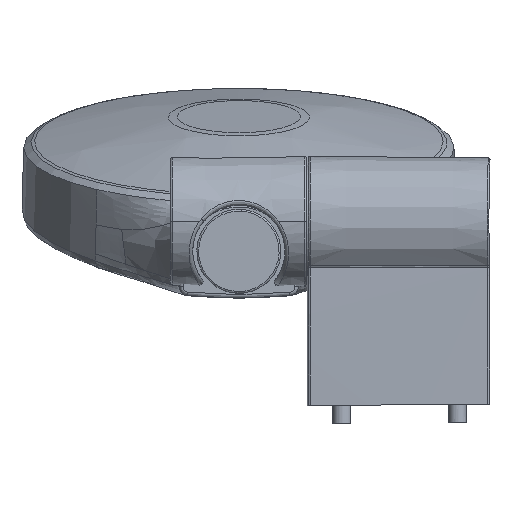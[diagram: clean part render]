
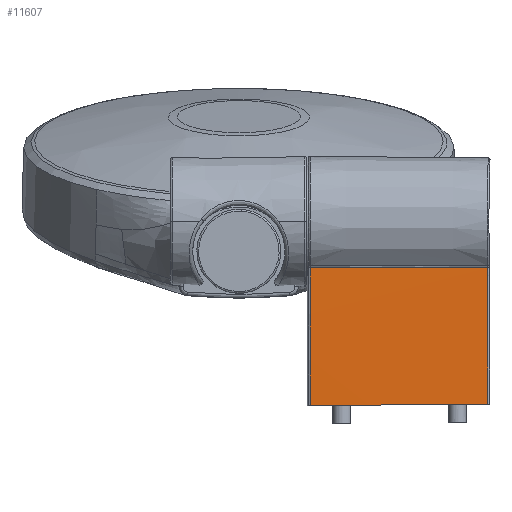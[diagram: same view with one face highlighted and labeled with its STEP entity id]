
A CAD part, front view. The second image highlights one B-rep face of the part: STEP entity #11607.
In plain terms, the highlighted spherical face has radius 2048.5 mm.
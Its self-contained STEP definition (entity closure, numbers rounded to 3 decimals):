
#375 = CARTESIAN_POINT ( 'NONE',  ( -101.597, 37.345, -11.289 ) ) ;
#379 = DIRECTION ( 'NONE',  ( -0.009, 0., 1. ) ) ;
#482 = CARTESIAN_POINT ( 'NONE',  ( -143.071, 2085.441, -10.409 ) ) ;
#535 = DIRECTION ( 'NONE',  ( 0., 0., 1. ) ) ;
#794 = CARTESIAN_POINT ( 'NONE',  ( -93.4, 37.543, -11.387 ) ) ;
#1189 = B_SPLINE_CURVE_WITH_KNOTS ( 'NONE', 3,
 ( #12651, #375, #9951, #3745, #10995, #4791 ),
 .UNSPECIFIED., .F., .F.,
 ( 4, 2, 4 ),
 ( 0.008, 0.032, 0.057 ),
 .UNSPECIFIED. ) ;
#1453 = CARTESIAN_POINT ( 'NONE',  ( -142.499, 2085.441, -10.409 ) ) ;
#1720 = EDGE_CURVE ( 'NONE', #11023, #2531, #4563, .T. ) ;
#1823 = CARTESIAN_POINT ( 'NONE',  ( -93.39, 37.544, -11.387 ) ) ;
#2025 = CARTESIAN_POINT ( 'NONE',  ( -93.39, 37.544, -11.387 ) ) ;
#2039 = VERTEX_POINT ( 'NONE', #2025 ) ;
#2170 = CARTESIAN_POINT ( 'NONE',  ( -142.499, 37.314, -49.495 ) ) ;
#2531 = VERTEX_POINT ( 'NONE', #2170 ) ;
#3514 = CARTESIAN_POINT ( 'NONE',  ( -93.387, 37.671, -36.508 ) ) ;
#3745 = CARTESIAN_POINT ( 'NONE',  ( -126.136, 36.995, -11.232 ) ) ;
#3907 = CARTESIAN_POINT ( 'NONE',  ( -93.419, 37.543, -11.387 ) ) ;
#4070 = EDGE_CURVE ( 'NONE', #5117, #11023, #1189, .T. ) ;
#4563 = CIRCLE ( 'NONE', #11221, 2048.5 ) ;
#4791 = CARTESIAN_POINT ( 'NONE',  ( -142.499, 36.941, -11.384 ) ) ;
#5117 = VERTEX_POINT ( 'NONE', #10244 ) ;
#5521 = ORIENTED_EDGE ( 'NONE', *, *, #7964, .T. ) ;
#5552 = CARTESIAN_POINT ( 'NONE',  ( -93.381, 37.909, -49.066 ) ) ;
#5663 = VERTEX_POINT ( 'NONE', #5552 ) ;
#5721 = EDGE_CURVE ( 'NONE', #5663, #2039, #6030, .T. ) ;
#6030 = B_SPLINE_CURVE_WITH_KNOTS ( 'NONE', 3,
 ( #10759, #3514, #12843, #6635 ),
 .UNSPECIFIED., .F., .F.,
 ( 4, 4 ),
 ( 0.67, 0.707 ),
 .UNSPECIFIED. ) ;
#6048 = SPHERICAL_SURFACE ( 'NONE', #12492, 2048.5 ) ;
#6585 = CARTESIAN_POINT ( 'NONE',  ( -142.73, 2085.441, -49.497 ) ) ;
#6635 = CARTESIAN_POINT ( 'NONE',  ( -93.39, 37.544, -11.387 ) ) ;
#6885 = DIRECTION ( 'NONE',  ( 1., 0., 0. ) ) ;
#6926 = EDGE_LOOP ( 'NONE', ( #10364, #5521, #12151, #12740, #10828 ) ) ;
#7636 = DIRECTION ( 'NONE',  ( -1., 0., -0.009 ) ) ;
#7780 = DIRECTION ( 'NONE',  ( -1., 0., 0. ) ) ;
#7964 = EDGE_CURVE ( 'NONE', #2531, #5663, #11378, .T. ) ;
#7992 = B_SPLINE_CURVE_WITH_KNOTS ( 'NONE', 3,
 ( #1823, #794, #10118, #3907 ),
 .UNSPECIFIED., .F., .F.,
 ( 4, 4 ),
 ( 0.005, 0.005 ),
 .UNSPECIFIED. ) ;
#8458 = AXIS2_PLACEMENT_3D ( 'NONE', #6585, #379, #7636 ) ;
#9008 = CARTESIAN_POINT ( 'NONE',  ( -142.499, 36.941, -11.384 ) ) ;
#9951 = CARTESIAN_POINT ( 'NONE',  ( -109.776, 37.195, -11.235 ) ) ;
#10118 = CARTESIAN_POINT ( 'NONE',  ( -93.409, 37.543, -11.387 ) ) ;
#10192 = EDGE_CURVE ( 'NONE', #2039, #5117, #7992, .T. ) ;
#10244 = CARTESIAN_POINT ( 'NONE',  ( -93.419, 37.543, -11.387 ) ) ;
#10364 = ORIENTED_EDGE ( 'NONE', *, *, #1720, .T. ) ;
#10652 = DIRECTION ( 'NONE',  ( 0., 0., 1. ) ) ;
#10759 = CARTESIAN_POINT ( 'NONE',  ( -93.381, 37.909, -49.066 ) ) ;
#10828 = ORIENTED_EDGE ( 'NONE', *, *, #4070, .T. ) ;
#10995 = CARTESIAN_POINT ( 'NONE',  ( -134.318, 36.943, -11.282 ) ) ;
#11023 = VERTEX_POINT ( 'NONE', #9008 ) ;
#11160 = FACE_OUTER_BOUND ( 'NONE', #6926, .T. ) ;
#11221 = AXIS2_PLACEMENT_3D ( 'NONE', #1453, #6885, #10652 ) ;
#11378 = CIRCLE ( 'NONE', #8458, 2048.127 ) ;
#11607 = ADVANCED_FACE ( 'NONE', ( #11160 ), #6048, .T. ) ;
#12151 = ORIENTED_EDGE ( 'NONE', *, *, #5721, .T. ) ;
#12492 = AXIS2_PLACEMENT_3D ( 'NONE', #482, #535, #7780 ) ;
#12651 = CARTESIAN_POINT ( 'NONE',  ( -93.419, 37.543, -11.387 ) ) ;
#12740 = ORIENTED_EDGE ( 'NONE', *, *, #10192, .T. ) ;
#12843 = CARTESIAN_POINT ( 'NONE',  ( -93.39, 37.55, -23.948 ) ) ;
